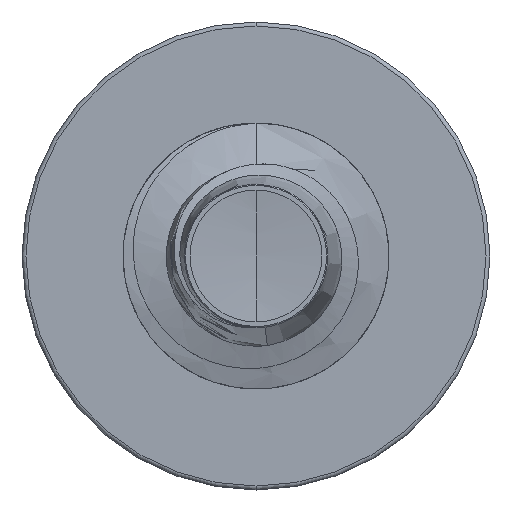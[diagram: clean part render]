
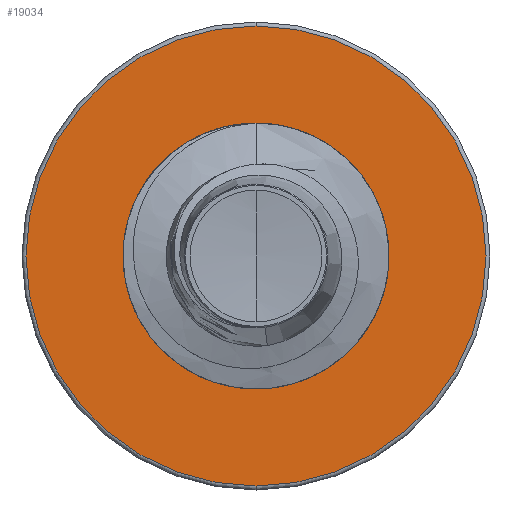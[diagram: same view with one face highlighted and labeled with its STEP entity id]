
A CAD part, front view. The second image highlights one B-rep face of the part: STEP entity #19034.
In plain terms, the highlighted planar face has unit normal (0, -1, 0).
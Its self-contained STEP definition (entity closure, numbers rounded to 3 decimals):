
#114 = CARTESIAN_POINT ( 'NONE',  ( 0., 25., -4.325 ) ) ;
#2070 = DIRECTION ( 'NONE',  ( 0., 1., 0. ) ) ;
#3473 = CIRCLE ( 'NONE', #24265, 4.325 ) ;
#4234 = EDGE_CURVE ( 'NONE', #23544, #19376, #21273, .T. ) ;
#4668 = CARTESIAN_POINT ( 'NONE',  ( 0., 25., -2.415 ) ) ;
#5287 = ORIENTED_EDGE ( 'NONE', *, *, #5519, .T. ) ;
#5519 = EDGE_CURVE ( 'NONE', #28032, #28904, #18721, .T. ) ;
#6146 = DIRECTION ( 'NONE',  ( 0., 0., 1. ) ) ;
#6176 = DIRECTION ( 'NONE',  ( 0., 1., 0. ) ) ;
#6213 = CARTESIAN_POINT ( 'NONE',  ( 0., 25., 0. ) ) ;
#9486 = CARTESIAN_POINT ( 'NONE',  ( 0., 25., 0. ) ) ;
#9600 = PLANE ( 'NONE',  #24073 ) ;
#11081 = ORIENTED_EDGE ( 'NONE', *, *, #23776, .F. ) ;
#11884 = DIRECTION ( 'NONE',  ( 0., 0., 1. ) ) ;
#14344 = AXIS2_PLACEMENT_3D ( 'NONE', #28486, #28457, #28435 ) ;
#14876 = AXIS2_PLACEMENT_3D ( 'NONE', #18176, #18151, #18118 ) ;
#15002 = EDGE_CURVE ( 'NONE', #28904, #28032, #16012, .T. ) ;
#16012 = CIRCLE ( 'NONE', #22018, 2.415 ) ;
#17113 = ORIENTED_EDGE ( 'NONE', *, *, #15002, .T. ) ;
#18118 = DIRECTION ( 'NONE',  ( 0., 0., 1. ) ) ;
#18151 = DIRECTION ( 'NONE',  ( 0., 1., 0. ) ) ;
#18176 = CARTESIAN_POINT ( 'NONE',  ( 0., 25., 0. ) ) ;
#18721 = CIRCLE ( 'NONE', #14344, 2.415 ) ;
#18866 = DIRECTION ( 'NONE',  ( 0., 0., 1. ) ) ;
#19034 = ADVANCED_FACE ( 'NONE', ( #20345, #19707 ), #9600, .F. ) ;
#19376 = VERTEX_POINT ( 'NONE', #114 ) ;
#19707 = FACE_BOUND ( 'NONE', #26513, .T. ) ;
#19850 = CARTESIAN_POINT ( 'NONE',  ( 0., 25., 4.325 ) ) ;
#20345 = FACE_OUTER_BOUND ( 'NONE', #28866, .T. ) ;
#21273 = CIRCLE ( 'NONE', #14876, 4.325 ) ;
#22018 = AXIS2_PLACEMENT_3D ( 'NONE', #6213, #6176, #6146 ) ;
#22032 = ORIENTED_EDGE ( 'NONE', *, *, #4234, .F. ) ;
#23544 = VERTEX_POINT ( 'NONE', #19850 ) ;
#23776 = EDGE_CURVE ( 'NONE', #19376, #23544, #3473, .T. ) ;
#24073 = AXIS2_PLACEMENT_3D ( 'NONE', #4668, #2070, #18866 ) ;
#24265 = AXIS2_PLACEMENT_3D ( 'NONE', #9486, #24687, #11884 ) ;
#24687 = DIRECTION ( 'NONE',  ( 0., 1., 0. ) ) ;
#25480 = CARTESIAN_POINT ( 'NONE',  ( 0., 25., 2.415 ) ) ;
#26513 = EDGE_LOOP ( 'NONE', ( #17113, #5287 ) ) ;
#28032 = VERTEX_POINT ( 'NONE', #28727 ) ;
#28435 = DIRECTION ( 'NONE',  ( 0., 0., 1. ) ) ;
#28457 = DIRECTION ( 'NONE',  ( 0., 1., 0. ) ) ;
#28486 = CARTESIAN_POINT ( 'NONE',  ( 0., 25., 0. ) ) ;
#28727 = CARTESIAN_POINT ( 'NONE',  ( 0., 25., -2.415 ) ) ;
#28866 = EDGE_LOOP ( 'NONE', ( #22032, #11081 ) ) ;
#28904 = VERTEX_POINT ( 'NONE', #25480 ) ;
